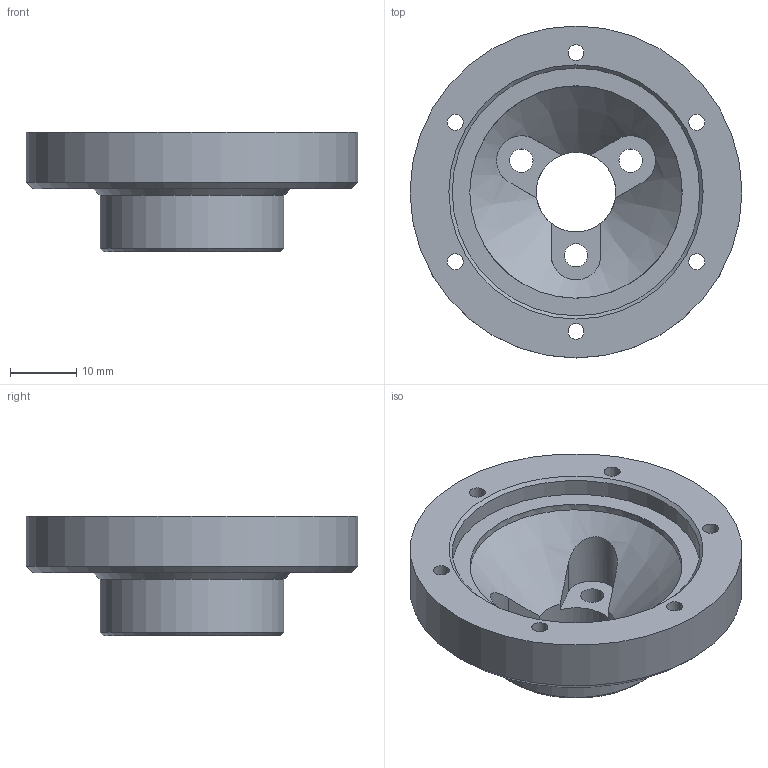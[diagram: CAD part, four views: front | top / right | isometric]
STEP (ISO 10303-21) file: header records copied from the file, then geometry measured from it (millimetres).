
FILE_DESCRIPTION(/* description */ (''),/* implementation_level */ '2;1');
FILE_NAME(/* name */ 'J3_SHAFT.stp',/* time_stamp */ '2022-07-20T21:20:02+09:00',/* author */ (''),/* organization */ (''),/* preprocessor_version */ 'ST-DEVELOPER v16.7',/* originating_system */ '',/* authorisation */ '');
FILE_SCHEMA (('AUTOMOTIVE_DESIGN { 1 0 10303 214 3 1 1 1 }'));
Length unit declared in the file: millimetre
Products named in the file (1): J3_SHAFT
Bounding box: 50 x 50 x 18 mm (x, y, z)
Volume: 12774.2 mm3; surface area: 7174.8 mm2
Topology: 1 solids, 1 shells, 35 faces, 98 edges, 68 vertices
Faces by surface type: cylinder 17, plane 13, cone 5
Full cylindrical faces by diameter (mm): 2.4 x6, 3.5 x3, 12 x1, 27.7 x1, 32 x1, 37.3 x1, 50 x1
Entity records: 1067 total; most frequent: CARTESIAN_POINT 205, DIRECTION 172, ORIENTED_EDGE 134, AXIS2_PLACEMENT_3D 77, EDGE_LOOP 76, FACE_BOUND 67, EDGE_CURVE 67, VERTEX_POINT 55
